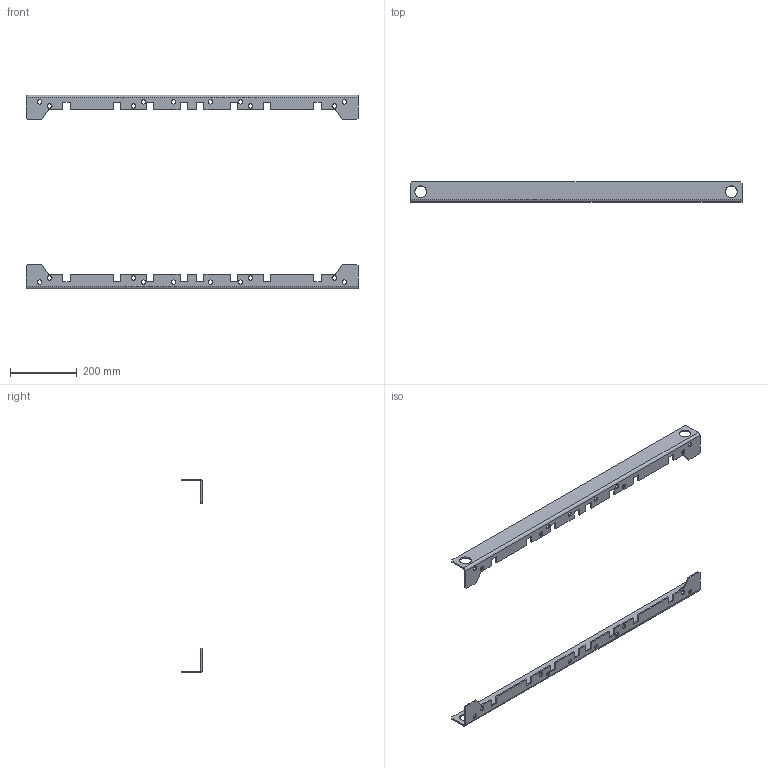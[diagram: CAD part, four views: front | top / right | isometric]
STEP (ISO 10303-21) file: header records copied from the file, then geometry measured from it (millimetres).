
FILE_DESCRIPTION(('STEP AP214'),'1');
FILE_NAME('cctmp_6C039078-2C42-4DE7-B7FB-A08F1B3717AC_2023_03_28_21_08_06_0405..stp','2023-03-28T19:08:06',('SIEMENS A&D'),('CADClick - www.CADClick.com'),'Spatial InterOp 3D postprocessed',' ','unknown authorization');
FILE_SCHEMA(('AUTOMOTIVE_DESIGN'));
Length unit declared in the file: millimetre
Products named in the file (3): cc_unnamed; 2023_03_28_21_08_06_0393; 2023_03_28_21_08_06_0389
Assembly tree (2 placements, depth 2):
  cc_unnamed
    2023_03_28_21_08_06_0393
    2023_03_28_21_08_06_0389
Bounding box: 992 x 61 x 578.77 mm (x, y, z)
Volume: 750495.6 mm3; surface area: 401363 mm2
Topology: 2 solids, 2 shells, 148 faces, 432 edges, 288 vertices
Faces by surface type: plane 96, cylinder 52
Entity records: 5516 total; most frequent: CARTESIAN_POINT 871, ORIENTED_EDGE 864, DIRECTION 838, EDGE_CURVE 432, LINE 328, VECTOR 328, VERTEX_POINT 288, AXIS2_PLACEMENT_3D 255
